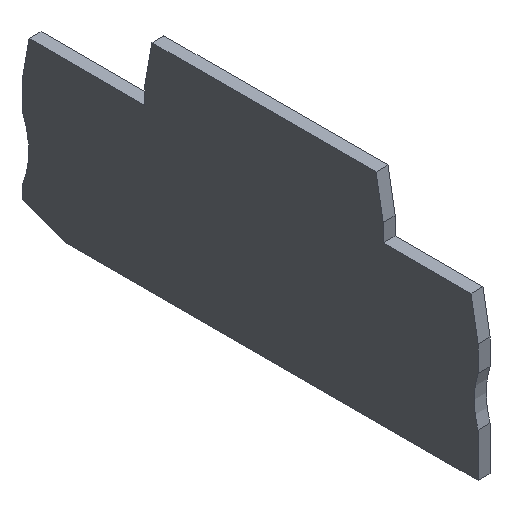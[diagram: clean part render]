
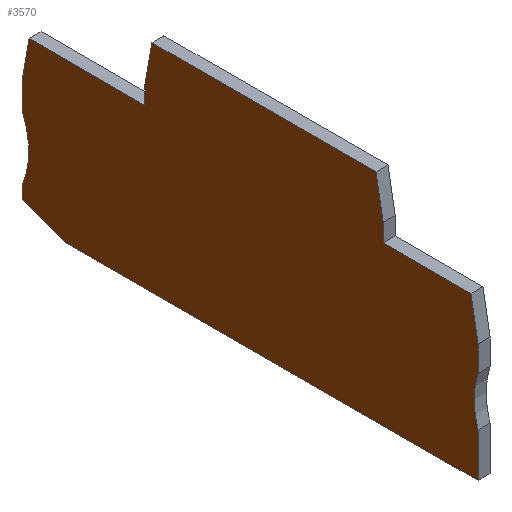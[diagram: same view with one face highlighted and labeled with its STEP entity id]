
A CAD part, isometric view. The second image highlights one B-rep face of the part: STEP entity #3570.
In plain terms, the highlighted face is planar.
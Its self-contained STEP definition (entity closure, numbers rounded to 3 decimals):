
#100=CARTESIAN_POINT('',(54.526,1.45,53.67));
#110=VERTEX_POINT('',#100);
#160=CARTESIAN_POINT('',(104.93,1.45,53.67));
#170=DIRECTION('',(-1.,0.,0.));
#180=VECTOR('',#170,1.);
#190=LINE('',#160,#180);
#200=CARTESIAN_POINT('',(95.634,1.45,53.67));
#210=VERTEX_POINT('',#200);
#220=EDGE_CURVE('',#210,#110,#190,.T.);
#2010=CARTESIAN_POINT('',(53.23,-5.9,53.67));
#2020=VERTEX_POINT('',#2010);
#2100=CARTESIAN_POINT('',(53.23,-9.15,53.67));
#2110=VERTEX_POINT('',#2100);
#2140=CARTESIAN_POINT('',(53.23,-11.943,53.67));
#2150=DIRECTION('',(0.,-1.,0.));
#2160=VECTOR('',#2150,1.);
#2170=LINE('',#2140,#2160);
#2180=EDGE_CURVE('',#2020,#2110,#2170,.T.);
#2300=CARTESIAN_POINT('',(51.633,-33.81,53.67));
#2310=DIRECTION('',(0.,0.,1.));
#2320=DIRECTION('',(1.,0.,0.));
#2330=AXIS2_PLACEMENT_3D('',#2300,#2310,#2320);
#2340=PLANE('',#2330);
#2350=CARTESIAN_POINT('',(35.83,-11.943,53.67));
#2360=DIRECTION('',(0.,-1.,0.));
#2370=VECTOR('',#2360,1.);
#2380=LINE('',#2350,#2370);
#2390=CARTESIAN_POINT('',(35.83,-30.2,53.67));
#2400=VERTEX_POINT('',#2390);
#2410=CARTESIAN_POINT('',(35.83,-38.2,53.67));
#2420=VERTEX_POINT('',#2410);
#2430=EDGE_CURVE('',#2400,#2420,#2380,.T.);
#2440=ORIENTED_EDGE('',*,*,#2430,.F.);
#2450=CARTESIAN_POINT('',(104.93,-38.2,53.67));
#2460=DIRECTION('',(1.,0.,0.));
#2470=VECTOR('',#2460,1.);
#2480=LINE('',#2450,#2470);
#2490=CARTESIAN_POINT('',(111.622,-38.2,53.67));
#2500=VERTEX_POINT('',#2490);
#2510=EDGE_CURVE('',#2420,#2500,#2480,.T.);
#2520=ORIENTED_EDGE('',*,*,#2510,.F.);
#2530=CARTESIAN_POINT('',(104.93,-40.773,53.67));
#2540=DIRECTION('',(0.933,0.359,0.));
#2550=VECTOR('',#2540,1.);
#2560=LINE('',#2530,#2550);
#2570=CARTESIAN_POINT('',(119.48,-35.179,53.67));
#2580=VERTEX_POINT('',#2570);
#2590=EDGE_CURVE('',#2500,#2580,#2560,.T.);
#2600=ORIENTED_EDGE('',*,*,#2590,.F.);
#2610=CARTESIAN_POINT('',(119.48,-11.943,53.67));
#2620=DIRECTION('',(0.,1.,0.));
#2630=VECTOR('',#2620,1.);
#2640=LINE('',#2610,#2630);
#2650=CARTESIAN_POINT('',(119.48,-33.2,53.67));
#2660=VERTEX_POINT('',#2650);
#2670=EDGE_CURVE('',#2580,#2660,#2640,.T.);
#2680=ORIENTED_EDGE('',*,*,#2670,.F.);
#2690=CARTESIAN_POINT('',(133.227,-27.2,53.67));
#2700=DIRECTION('',(0.,0.,1.));
#2710=DIRECTION('',(1.,0.,0.));
#2720=AXIS2_PLACEMENT_3D('',#2690,#2700,#2710);
#2730=CIRCLE('',#2720,15.);
#2740=CARTESIAN_POINT('',(119.48,-21.2,53.67));
#2750=VERTEX_POINT('',#2740);
#2760=EDGE_CURVE('',#2750,#2660,#2730,.T.);
#2770=ORIENTED_EDGE('',*,*,#2760,.T.);
#2780=CARTESIAN_POINT('',(119.48,-11.943,53.67));
#2790=DIRECTION('',(0.,1.,0.));
#2800=VECTOR('',#2790,1.);
#2810=LINE('',#2780,#2800);
#2820=CARTESIAN_POINT('',(119.48,-16.5,53.67));
#2830=VERTEX_POINT('',#2820);
#2840=EDGE_CURVE('',#2750,#2830,#2810,.T.);
#2850=ORIENTED_EDGE('',*,*,#2840,.F.);
#2860=CARTESIAN_POINT('',(118.676,-11.943,53.67));
#2870=DIRECTION('',(-0.174,0.985,0.));
#2880=VECTOR('',#2870,1.);
#2890=LINE('',#2860,#2880);
#2900=CARTESIAN_POINT('',(118.184,-9.15,53.67));
#2910=VERTEX_POINT('',#2900);
#2920=EDGE_CURVE('',#2830,#2910,#2890,.T.);
#2930=ORIENTED_EDGE('',*,*,#2920,.F.);
#2940=CARTESIAN_POINT('',(104.93,-9.15,53.67));
#2950=DIRECTION('',(-1.,0.,0.));
#2960=VECTOR('',#2950,1.);
#2970=LINE('',#2940,#2960);
#2980=CARTESIAN_POINT('',(96.93,-9.15,53.67));
#2990=VERTEX_POINT('',#2980);
#3000=EDGE_CURVE('',#2910,#2990,#2970,.T.);
#3010=ORIENTED_EDGE('',*,*,#3000,.F.);
#3020=CARTESIAN_POINT('',(96.93,-11.943,53.67));
#3030=DIRECTION('',(0.,1.,0.));
#3040=VECTOR('',#3030,1.);
#3050=LINE('',#3020,#3040);
#3060=CARTESIAN_POINT('',(96.93,-5.9,53.67));
#3070=VERTEX_POINT('',#3060);
#3080=EDGE_CURVE('',#2990,#3070,#3050,.T.);
#3090=ORIENTED_EDGE('',*,*,#3080,.F.);
#3100=CARTESIAN_POINT('',(97.995,-11.943,53.67));
#3110=DIRECTION('',(-0.174,0.985,0.));
#3120=VECTOR('',#3110,1.);
#3130=LINE('',#3100,#3120);
#3140=EDGE_CURVE('',#3070,#210,#3130,.T.);
#3150=ORIENTED_EDGE('',*,*,#3140,.F.);
#3160=ORIENTED_EDGE('',*,*,#220,.F.);
#3170=CARTESIAN_POINT('',(52.164,-11.943,53.67));
#3180=DIRECTION('',(-0.174,-0.985,0.));
#3190=VECTOR('',#3180,1.);
#3200=LINE('',#3170,#3190);
#3210=EDGE_CURVE('',#110,#2020,#3200,.T.);
#3220=ORIENTED_EDGE('',*,*,#3210,.F.);
#3230=ORIENTED_EDGE('',*,*,#2180,.F.);
#3240=CARTESIAN_POINT('',(104.93,-9.15,53.67));
#3250=DIRECTION('',(-1.,0.,0.));
#3260=VECTOR('',#3250,1.);
#3270=LINE('',#3240,#3260);
#3280=CARTESIAN_POINT('',(37.126,-9.15,53.67));
#3290=VERTEX_POINT('',#3280);
#3300=EDGE_CURVE('',#2110,#3290,#3270,.T.);
#3310=ORIENTED_EDGE('',*,*,#3300,.F.);
#3320=CARTESIAN_POINT('',(36.633,-11.943,53.67));
#3330=DIRECTION('',(-0.174,-0.985,0.));
#3340=VECTOR('',#3330,1.);
#3350=LINE('',#3320,#3340);
#3360=CARTESIAN_POINT('',(35.83,-16.5,53.67));
#3370=VERTEX_POINT('',#3360);
#3380=EDGE_CURVE('',#3290,#3370,#3350,.T.);
#3390=ORIENTED_EDGE('',*,*,#3380,.F.);
#3400=CARTESIAN_POINT('',(35.83,-11.943,53.67));
#3410=DIRECTION('',(0.,-1.,0.));
#3420=VECTOR('',#3410,1.);
#3430=LINE('',#3400,#3420);
#3440=CARTESIAN_POINT('',(35.83,-21.2,53.67));
#3450=VERTEX_POINT('',#3440);
#3460=EDGE_CURVE('',#3370,#3450,#3430,.T.);
#3470=ORIENTED_EDGE('',*,*,#3460,.F.);
#3480=CARTESIAN_POINT('',(21.521,-25.7,53.67));
#3490=DIRECTION('',(0.,0.,-1.));
#3500=DIRECTION('',(-1.,0.,0.));
#3510=AXIS2_PLACEMENT_3D('',#3480,#3490,#3500);
#3520=CIRCLE('',#3510,15.);
#3530=EDGE_CURVE('',#3450,#2400,#3520,.T.);
#3540=ORIENTED_EDGE('',*,*,#3530,.F.);
#3550=EDGE_LOOP('',(#3540,#3470,#3390,#3310,#3230,#3220,#3160,#3150,
#3090,#3010,#2930,#2850,#2770,#2680,#2600,#2520,#2440));
#3560=FACE_OUTER_BOUND('',#3550,.T.);
#3570=ADVANCED_FACE('',(#3560),#2340,.F.);
